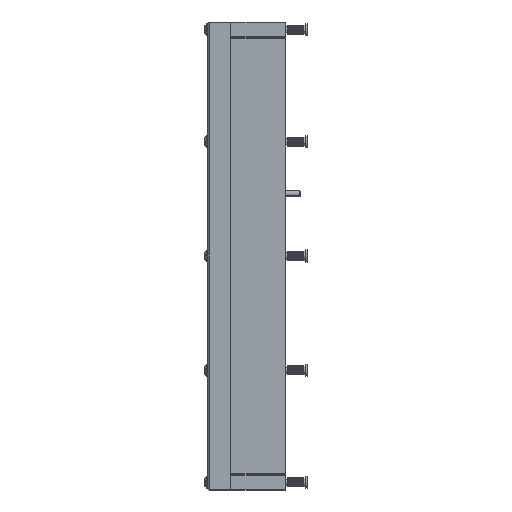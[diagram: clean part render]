
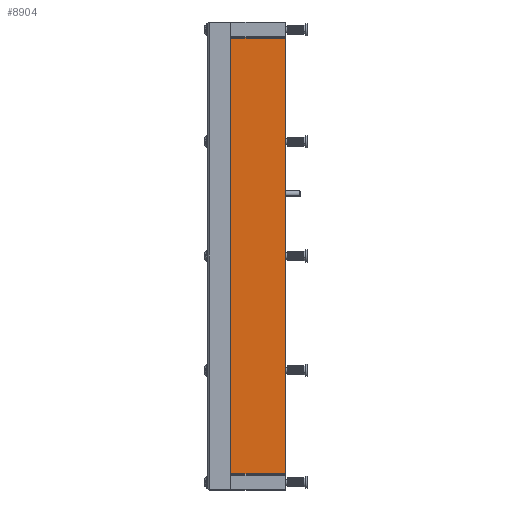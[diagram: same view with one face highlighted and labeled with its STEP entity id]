
A CAD part, left-side view. The second image highlights one B-rep face of the part: STEP entity #8904.
In plain terms, the highlighted face is planar.
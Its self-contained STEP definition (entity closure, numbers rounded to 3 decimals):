
#364 = VECTOR ( 'NONE', #2576, 1000. ) ;
#446 = CARTESIAN_POINT ( 'NONE',  ( -140.5, 35., -5. ) ) ;
#627 = FACE_OUTER_BOUND ( 'NONE', #992, .T. ) ;
#992 = EDGE_LOOP ( 'NONE', ( #5339, #7553, #2689, #4137 ) ) ;
#1263 = LINE ( 'NONE', #446, #364 ) ;
#1430 = DIRECTION ( 'NONE',  ( -1., 0., 0. ) ) ;
#1558 = VERTEX_POINT ( 'NONE', #3412 ) ;
#1565 = EDGE_CURVE ( 'NONE', #6501, #5749, #8686, .T. ) ;
#2084 = CARTESIAN_POINT ( 'NONE',  ( -140.5, 0., -5. ) ) ;
#2104 = PLANE ( 'NONE',  #5364 ) ;
#2135 = CARTESIAN_POINT ( 'NONE',  ( -140.5, 35., -5. ) ) ;
#2576 = DIRECTION ( 'NONE',  ( -1., 0., 0. ) ) ;
#2640 = CARTESIAN_POINT ( 'NONE',  ( -140., 35., -5. ) ) ;
#2689 = ORIENTED_EDGE ( 'NONE', *, *, #3479, .T. ) ;
#2862 = DIRECTION ( 'NONE',  ( 0., 0., 1. ) ) ;
#3412 = CARTESIAN_POINT ( 'NONE',  ( 140., 0., -5. ) ) ;
#3479 = EDGE_CURVE ( 'NONE', #1558, #6501, #7147, .T. ) ;
#3778 = CARTESIAN_POINT ( 'NONE',  ( 140., 35., -5. ) ) ;
#3945 = LINE ( 'NONE', #3778, #9023 ) ;
#4137 = ORIENTED_EDGE ( 'NONE', *, *, #1565, .T. ) ;
#4727 = VECTOR ( 'NONE', #8273, 1000. ) ;
#4799 = VERTEX_POINT ( 'NONE', #7501 ) ;
#5339 = ORIENTED_EDGE ( 'NONE', *, *, #8091, .F. ) ;
#5364 = AXIS2_PLACEMENT_3D ( 'NONE', #2135, #2862, #7177 ) ;
#5439 = CARTESIAN_POINT ( 'NONE',  ( -140., 0., -5. ) ) ;
#5749 = VERTEX_POINT ( 'NONE', #8182 ) ;
#6405 = EDGE_CURVE ( 'NONE', #4799, #1558, #3945, .T. ) ;
#6501 = VERTEX_POINT ( 'NONE', #5439 ) ;
#7147 = LINE ( 'NONE', #2084, #7908 ) ;
#7177 = DIRECTION ( 'NONE',  ( 1., 0., 0. ) ) ;
#7501 = CARTESIAN_POINT ( 'NONE',  ( 140., 35., -5. ) ) ;
#7553 = ORIENTED_EDGE ( 'NONE', *, *, #6405, .T. ) ;
#7908 = VECTOR ( 'NONE', #1430, 1000. ) ;
#8007 = DIRECTION ( 'NONE',  ( 0., -1., 0. ) ) ;
#8091 = EDGE_CURVE ( 'NONE', #4799, #5749, #1263, .T. ) ;
#8182 = CARTESIAN_POINT ( 'NONE',  ( -140., 35., -5. ) ) ;
#8273 = DIRECTION ( 'NONE',  ( 0., 1., 0. ) ) ;
#8686 = LINE ( 'NONE', #2640, #4727 ) ;
#8904 = ADVANCED_FACE ( 'NONE', ( #627 ), #2104, .F. ) ;
#9023 = VECTOR ( 'NONE', #8007, 1000. ) ;
